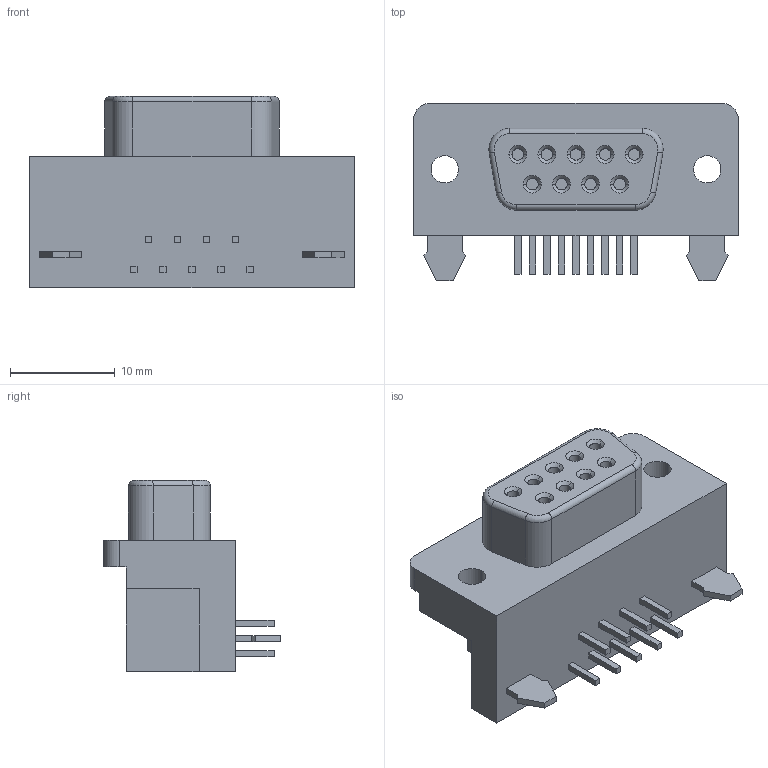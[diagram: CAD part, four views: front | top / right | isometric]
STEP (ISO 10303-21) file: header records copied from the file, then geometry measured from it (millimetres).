
FILE_DESCRIPTION((''),'2;1');
FILE_NAME('111-09-2-1-10','2010-08-23T',('cad01'),(''),'PRO/ENGINEER BY PARAMETRIC TECHNOLOGY CORPORATION, 2005110','PRO/ENGINEER BY PARAMETRIC TECHNOLOGY CORPORATION, 2005110','');
FILE_SCHEMA(('CONFIG_CONTROL_DESIGN'));
Length unit declared in the file: millimetre
Products named in the file (1): 111-09-2-1-10
Bounding box: 30.9 x 16.85 x 18.2 mm (x, y, z)
Volume: 4085.7 mm3; surface area: 2424.3 mm2
Topology: 1 solids, 1 shells, 145 faces, 359 edges, 237 vertices
Faces by surface type: plane 91, cylinder 32, cone 18, torus 4
Entity records: 4348 total; most frequent: DIRECTION 754, CARTESIAN_POINT 741, ORIENTED_EDGE 718, EDGE_CURVE 359, VECTOR 254, LINE 254, AXIS2_PLACEMENT_3D 250, VERTEX_POINT 237
